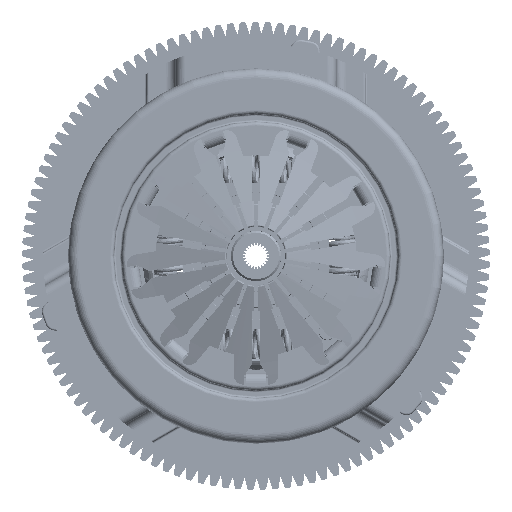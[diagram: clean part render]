
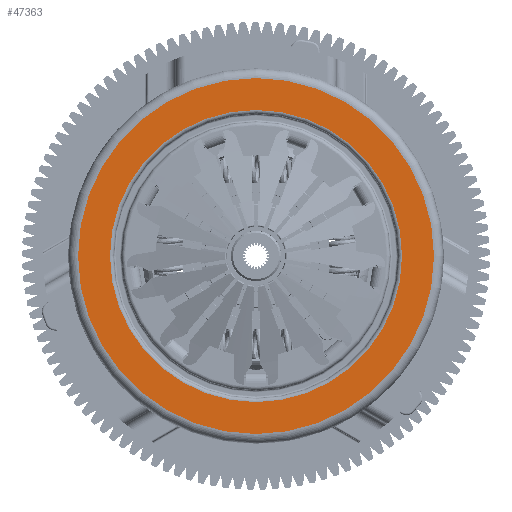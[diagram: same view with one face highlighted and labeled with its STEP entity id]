
A CAD part, front view. The second image highlights one B-rep face of the part: STEP entity #47363.
In plain terms, the highlighted face is planar.
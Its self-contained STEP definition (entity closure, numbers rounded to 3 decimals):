
#8172 = EDGE_CURVE ( 'NONE', #77835, #45634, #45402, .T. ) ;
#11374 = CIRCLE ( 'NONE', #27791, 92. ) ;
#13584 = CARTESIAN_POINT ( 'NONE',  ( 0., 28., 75.5 ) ) ;
#17652 = VERTEX_POINT ( 'NONE', #111757 ) ;
#19714 = FACE_BOUND ( 'NONE', #65111, .T. ) ;
#22897 = CARTESIAN_POINT ( 'NONE',  ( 0., 28., 0. ) ) ;
#24614 = EDGE_CURVE ( 'NONE', #17652, #97618, #26512, .T. ) ;
#25720 = CIRCLE ( 'NONE', #93052, 75.5 ) ;
#26512 = CIRCLE ( 'NONE', #64055, 92. ) ;
#27791 = AXIS2_PLACEMENT_3D ( 'NONE', #22897, #100805, #34091 ) ;
#29152 = CARTESIAN_POINT ( 'NONE',  ( 0., 28., 0. ) ) ;
#30724 = CARTESIAN_POINT ( 'NONE',  ( 75.5, 28., 0. ) ) ;
#34091 = DIRECTION ( 'NONE',  ( 0., 0., 1. ) ) ;
#40279 = DIRECTION ( 'NONE',  ( 0., 0., 1. ) ) ;
#45402 = CIRCLE ( 'NONE', #117586, 75.5 ) ;
#45634 = VERTEX_POINT ( 'NONE', #13584 ) ;
#47363 = ADVANCED_FACE ( 'NONE', ( #138127, #19714 ), #108609, .T. ) ;
#48889 = ORIENTED_EDGE ( 'NONE', *, *, #99439, .T. ) ;
#53780 = CARTESIAN_POINT ( 'NONE',  ( 0., 28., 0. ) ) ;
#54200 = EDGE_LOOP ( 'NONE', ( #48889, #91076 ) ) ;
#55841 = CARTESIAN_POINT ( 'NONE',  ( 0., 28., -75.5 ) ) ;
#62026 = CARTESIAN_POINT ( 'NONE',  ( 0., 28., 0. ) ) ;
#64055 = AXIS2_PLACEMENT_3D ( 'NONE', #29152, #107013, #40279 ) ;
#64360 = DIRECTION ( 'NONE',  ( 0., 1., 0. ) ) ;
#64864 = AXIS2_PLACEMENT_3D ( 'NONE', #30724, #64360, #142154 ) ;
#65039 = DIRECTION ( 'NONE',  ( 0., 0., 1. ) ) ;
#65111 = EDGE_LOOP ( 'NONE', ( #69613, #83368 ) ) ;
#69613 = ORIENTED_EDGE ( 'NONE', *, *, #80147, .F. ) ;
#73259 = DIRECTION ( 'NONE',  ( 0., 0., 1. ) ) ;
#77835 = VERTEX_POINT ( 'NONE', #55841 ) ;
#80147 = EDGE_CURVE ( 'NONE', #45634, #77835, #25720, .T. ) ;
#83368 = ORIENTED_EDGE ( 'NONE', *, *, #8172, .F. ) ;
#83399 = CARTESIAN_POINT ( 'NONE',  ( 0., 28., 92. ) ) ;
#91076 = ORIENTED_EDGE ( 'NONE', *, *, #24614, .T. ) ;
#93052 = AXIS2_PLACEMENT_3D ( 'NONE', #62026, #139829, #73259 ) ;
#97618 = VERTEX_POINT ( 'NONE', #83399 ) ;
#99439 = EDGE_CURVE ( 'NONE', #97618, #17652, #11374, .T. ) ;
#100805 = DIRECTION ( 'NONE',  ( 0., 1., 0. ) ) ;
#107013 = DIRECTION ( 'NONE',  ( 0., 1., 0. ) ) ;
#108609 = PLANE ( 'NONE',  #64864 ) ;
#111757 = CARTESIAN_POINT ( 'NONE',  ( 0., 28., -92. ) ) ;
#117586 = AXIS2_PLACEMENT_3D ( 'NONE', #53780, #131665, #65039 ) ;
#131665 = DIRECTION ( 'NONE',  ( 0., 1., 0. ) ) ;
#138127 = FACE_OUTER_BOUND ( 'NONE', #54200, .T. ) ;
#139829 = DIRECTION ( 'NONE',  ( 0., 1., 0. ) ) ;
#142154 = DIRECTION ( 'NONE',  ( 0., 0., 1. ) ) ;
